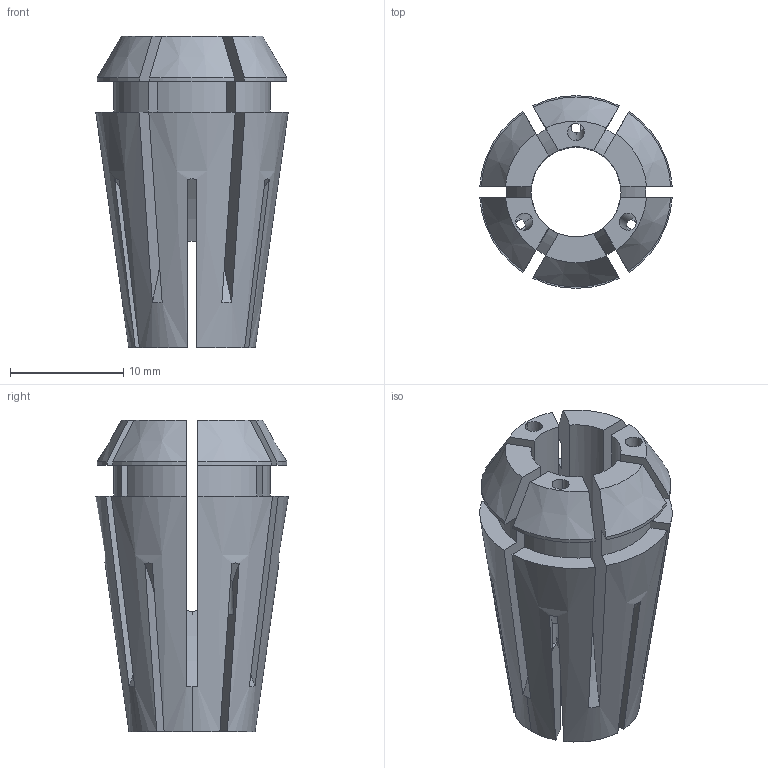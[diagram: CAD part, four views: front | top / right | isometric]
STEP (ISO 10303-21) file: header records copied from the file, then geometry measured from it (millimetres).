
FILE_DESCRIPTION (( 'STEP AP203' ), '1' );
FILE_NAME ('STP-5250-112-016-A20-0(04417-0.313).STEP', '2022-08-03T01:14:35', ( '' ), ( '' ), 'SwSTEP 2.0', 'SolidWorks 2017', '' );
FILE_SCHEMA (( 'CONFIG_CONTROL_DESIGN' ));
Length unit declared in the file: millimetre
Products named in the file (1): STP-5250-112-016-A20-0(04417-0.313)
Bounding box: 16.97 x 17 x 27.5 mm (x, y, z)
Volume: 2374.2 mm3; surface area: 3304.9 mm2
Topology: 1 solids, 1 shells, 103 faces, 318 edges, 212 vertices
Faces by surface type: plane 54, cylinder 41, cone 8
Entity records: 3904 total; most frequent: CARTESIAN_POINT 1037, ORIENTED_EDGE 636, DIRECTION 550, EDGE_CURVE 318, VERTEX_POINT 212, AXIS2_PLACEMENT_3D 210, VECTOR 130, LINE 130
